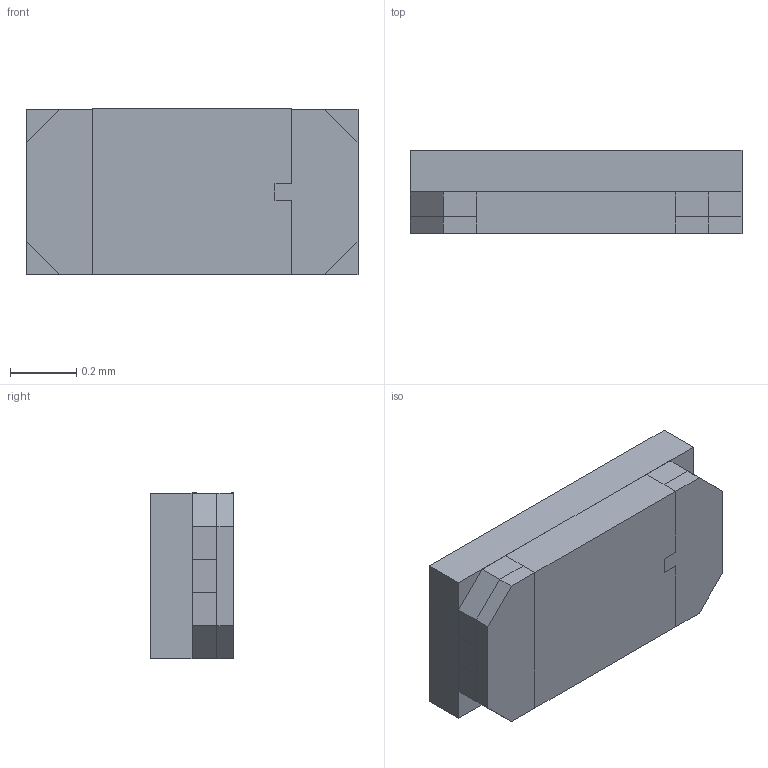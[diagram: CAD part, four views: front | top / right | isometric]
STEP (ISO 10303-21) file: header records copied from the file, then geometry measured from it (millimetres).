
FILE_DESCRIPTION (( 'STEP AP214' ), '1' );
FILE_NAME ('EAST10052WA0.STEP', '2021-09-26T04:28:39', ( '' ), ( '' ), 'SwSTEP 2.0', 'SolidWorks 2020', '' );
FILE_SCHEMA (( 'AUTOMOTIVE_DESIGN' ));
Length unit declared in the file: millimetre
Products named in the file (1): EAST10052WA0
Bounding box: 1 x 0.25 x 0.5 mm (x, y, z)
Volume: 0.1 mm3; surface area: 3.3 mm2
Topology: 8 solids, 8 shells, 68 faces, 152 edges, 100 vertices
Faces by surface type: plane 60, cylinder 8
Entity records: 1957 total; most frequent: CARTESIAN_POINT 321, DIRECTION 306, ORIENTED_EDGE 304, EDGE_CURVE 152, LINE 136, VECTOR 136, VERTEX_POINT 100, AXIS2_PLACEMENT_3D 85
